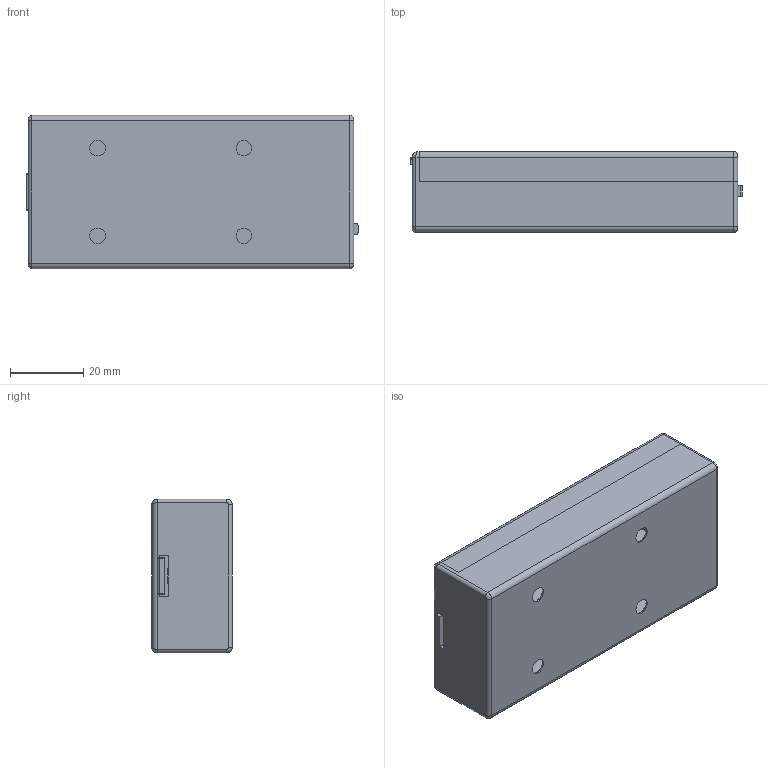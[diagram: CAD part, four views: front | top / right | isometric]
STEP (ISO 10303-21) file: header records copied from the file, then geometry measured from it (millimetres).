
FILE_DESCRIPTION(/* description */ (''),/* implementation_level */ '2;1');
FILE_NAME(/* name */ '3.7V 2X 18650 BATTERY HOLDER WITH ON OFF SWITCH v1.step',/* time_stamp */ '2023-10-22T19:13:24+02:00',/* author */ (''),/* organization */ (''),/* preprocessor_version */ 'ST-DEVELOPER v20',/* originating_system */ 'Autodesk Translation Framework v12.9.0.99',/* authorisation */ '');
FILE_SCHEMA (('AUTOMOTIVE_DESIGN { 1 0 10303 214 3 1 1 }'));
Length unit declared in the file: millimetre
Products named in the file (9): 3.7V 2X 18650 BATTERY HOLDER WITH ON OFF SWITCH; CASE, 3.7V 2X 18650 BATTERY HOLDER WITH ON OFF SWITCH; SWITCH AND WIRING COVER, 3.7V 2X 18650 BATTERY HOLDER WITH ON OFF SWI
TCH; BATTERY CONDUCTION CLIP, 3.7V 2X 18650 BATTERY HOLDER WITH ON OFF SWI
TCH; BATTERY CONDUCTION CLIP, POSITIVE TERMINAL, 3.7V 2X 18650 BATTERY HOL
DER WITH ON OFF SWITCH; BATTERY CONDUCTION CLIP, NEGATIVE TERMINAL, 3.7V 2X 18650 BATTERY HOL
DER WITH ON OFF SWITCH; SPRING, 3.7V 2X 18650 BATTERY HOLDER WITH ON OFF SWITCH; SLIDE SWITCH SPDT, 3.7V 2X 18650 BATTERY HOLDER WITH ON OFF SWITCH_OF
F; COVER, 3.7V 2X 18650 BATTERY HOLDER WITH ON OFF SWITCH
Assembly tree (9 placements, depth 2):
  3.7V 2X 18650 BATTERY HOLDER WITH ON OFF SWITCH
    CASE, 3.7V 2X 18650 BATTERY HOLDER WITH ON OFF SWITCH
    SWITCH AND WIRING COVER, 3.7V 2X 18650 BATTERY HOLDER WITH ON OFF SWI
TCH
    BATTERY CONDUCTION CLIP, 3.7V 2X 18650 BATTERY HOLDER WITH ON OFF SWI
TCH
    SPRING, 3.7V 2X 18650 BATTERY HOLDER WITH ON OFF SWITCH  x2
    BATTERY CONDUCTION CLIP, POSITIVE TERMINAL, 3.7V 2X 18650 BATTERY HOL
DER WITH ON OFF SWITCH
    BATTERY CONDUCTION CLIP, NEGATIVE TERMINAL, 3.7V 2X 18650 BATTERY HOL
DER WITH ON OFF SWITCH
    SLIDE SWITCH SPDT, 3.7V 2X 18650 BATTERY HOLDER WITH ON OFF SWITCH_OF
F
    COVER, 3.7V 2X 18650 BATTERY HOLDER WITH ON OFF SWITCH
Bounding box: 90.8 x 22 x 42 mm (x, y, z)
Volume: 25464.8 mm3; surface area: 33625.8 mm2
Topology: 9 solids, 9 shells, 458 faces, 1187 edges, 756 vertices
Faces by surface type: plane 312, cylinder 98, bspline 16, torus 16, cone 12, sphere 4
Full cylindrical faces by diameter (mm): 0.6 x3, 1.7 x1, 2.5 x2, 2.6 x2, 4 x1, 4.3 x4, 5 x2, 7.2 x2
Entity records: 15515 total; most frequent: CARTESIAN_POINT 3881, ORIENTED_EDGE 2350, DIRECTION 2339, EDGE_CURVE 1175, LINE 907, VECTOR 907, VERTEX_POINT 752, AXIS2_PLACEMENT_3D 716
